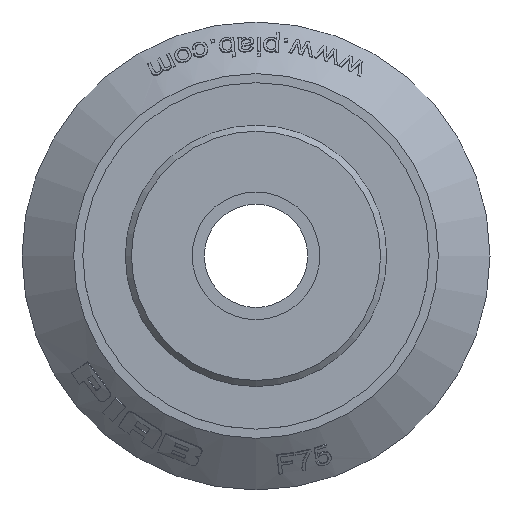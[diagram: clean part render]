
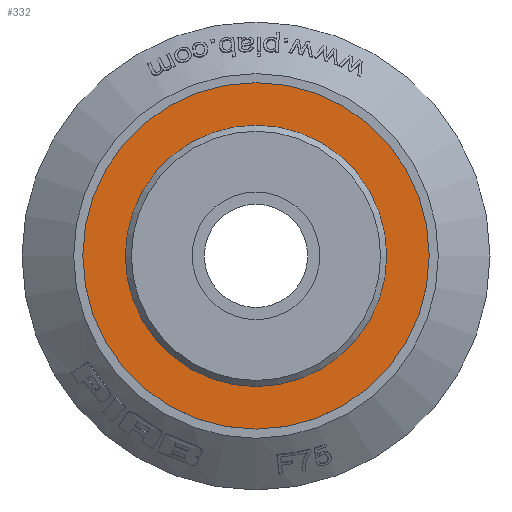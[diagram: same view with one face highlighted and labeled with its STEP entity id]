
A CAD part, top view. The second image highlights one B-rep face of the part: STEP entity #332.
In plain terms, the highlighted planar face has unit normal (0, 0, 1).
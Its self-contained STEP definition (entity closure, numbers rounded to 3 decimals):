
#332 = ADVANCED_FACE( '', ( #842, #843 ), #844, .F. );
#842 = FACE_OUTER_BOUND( '', #1585, .T. );
#843 = FACE_BOUND( '', #1586, .T. );
#844 = PLANE( '', #1587 );
#1585 = EDGE_LOOP( '', ( #3382 ) );
#1586 = EDGE_LOOP( '', ( #3383 ) );
#1587 = AXIS2_PLACEMENT_3D( '', #3384, #3385, #3386 );
#3382 = ORIENTED_EDGE( '', *, *, #5387, .F. );
#3383 = ORIENTED_EDGE( '', *, *, #5388, .T. );
#3384 = CARTESIAN_POINT( '', ( 0., -10., 0. ) );
#3385 = DIRECTION( '', ( 0., 0., -1. ) );
#3386 = DIRECTION( '', ( -1., 0., 0. ) );
#5387 = EDGE_CURVE( '', #6700, #6700, #6701, .T. );
#5388 = EDGE_CURVE( '', #6702, #6702, #6703, .T. );
#6700 = VERTEX_POINT( '', #10385 );
#6701 = CIRCLE( '', #10386, 28.5 );
#6702 = VERTEX_POINT( '', #10387 );
#6703 = CIRCLE( '', #10388, 21.5 );
#10385 = CARTESIAN_POINT( '', ( -28.5, 0., 0. ) );
#10386 = AXIS2_PLACEMENT_3D( '', #11006, #11007, #11008 );
#10387 = CARTESIAN_POINT( '', ( -21.5, 0., 0. ) );
#10388 = AXIS2_PLACEMENT_3D( '', #11009, #11010, #11011 );
#11006 = CARTESIAN_POINT( '', ( 0., 0., 0. ) );
#11007 = DIRECTION( '', ( 0., 0., -1. ) );
#11008 = DIRECTION( '', ( -1., 0., 0. ) );
#11009 = CARTESIAN_POINT( '', ( 0., 0., 0. ) );
#11010 = DIRECTION( '', ( 0., 0., -1. ) );
#11011 = DIRECTION( '', ( -1., 0., 0. ) );
